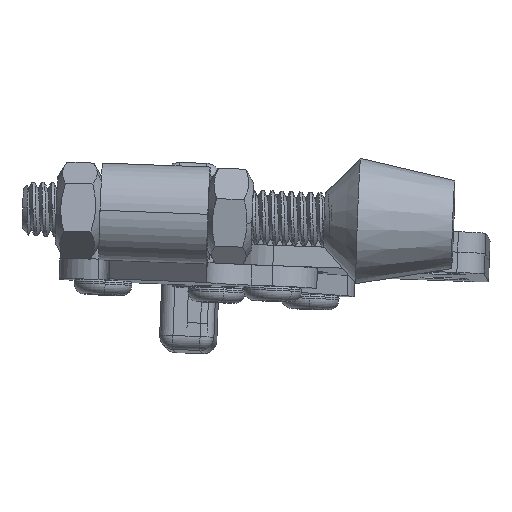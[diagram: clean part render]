
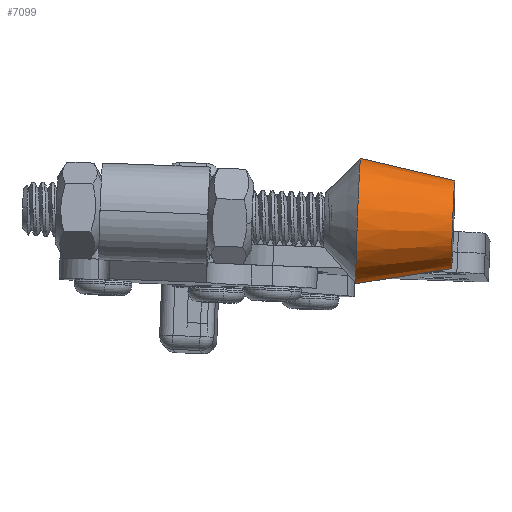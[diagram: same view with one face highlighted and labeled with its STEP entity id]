
A CAD part, left-side view. The second image highlights one B-rep face of the part: STEP entity #7099.
In plain terms, the highlighted conical face has half-angle 11.113 degrees and reference radius 9.25 mm.
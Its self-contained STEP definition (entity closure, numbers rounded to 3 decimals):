
#611 = CARTESIAN_POINT ( 'NONE',  ( 0., 9.25, 5.5 ) ) ;
#989 = CARTESIAN_POINT ( 'NONE',  ( 0., 9.25, 5.5 ) ) ;
#2461 = AXIS2_PLACEMENT_3D ( 'NONE', #24477, #8318, #27189 ) ;
#3355 = DIRECTION ( 'NONE',  ( 0., 0.193, 0.981 ) ) ;
#3359 = EDGE_CURVE ( 'NONE', #21721, #34431, #5611, .T. ) ;
#3402 = DIRECTION ( 'NONE',  ( 0., 0., 1. ) ) ;
#3406 = ORIENTED_EDGE ( 'NONE', *, *, #30559, .T. ) ;
#4751 = VECTOR ( 'NONE', #29762, 1000. ) ;
#4927 = CARTESIAN_POINT ( 'NONE',  ( 0., 0., 5.5 ) ) ;
#5611 = LINE ( 'NONE', #8159, #4751 ) ;
#7099 = ADVANCED_FACE ( 'NONE', ( #28855 ), #20821, .T. ) ;
#8159 = CARTESIAN_POINT ( 'NONE',  ( 0., -9.25, 5.5 ) ) ;
#8318 = DIRECTION ( 'NONE',  ( 0., 0., 1. ) ) ;
#14532 = VERTEX_POINT ( 'NONE', #989 ) ;
#17530 = VERTEX_POINT ( 'NONE', #23016 ) ;
#18373 = ORIENTED_EDGE ( 'NONE', *, *, #24876, .F. ) ;
#19561 = CARTESIAN_POINT ( 'NONE',  ( 0., 0., 5.5 ) ) ;
#20081 = LINE ( 'NONE', #611, #33622 ) ;
#20821 = CONICAL_SURFACE ( 'NONE', #30143, 9.25, 0.194 ) ;
#21088 = ORIENTED_EDGE ( 'NONE', *, *, #30654, .F. ) ;
#21721 = VERTEX_POINT ( 'NONE', #27889 ) ;
#22281 = DIRECTION ( 'NONE',  ( 0., -1., 0. ) ) ;
#23016 = CARTESIAN_POINT ( 'NONE',  ( 0., 6.5, -8.5 ) ) ;
#23648 = CARTESIAN_POINT ( 'NONE',  ( 0., -9.25, 5.5 ) ) ;
#23789 = DIRECTION ( 'NONE',  ( 0., -1., 0. ) ) ;
#24477 = CARTESIAN_POINT ( 'NONE',  ( 0., 0., -8.5 ) ) ;
#24876 = EDGE_CURVE ( 'NONE', #14532, #34431, #25321, .T. ) ;
#25321 = CIRCLE ( 'NONE', #30616, 9.25 ) ;
#27189 = DIRECTION ( 'NONE',  ( 0., -1., 0. ) ) ;
#27889 = CARTESIAN_POINT ( 'NONE',  ( 0., -6.5, -8.5 ) ) ;
#28104 = CIRCLE ( 'NONE', #2461, 6.5 ) ;
#28855 = FACE_OUTER_BOUND ( 'NONE', #33847, .T. ) ;
#29122 = DIRECTION ( 'NONE',  ( 0., 0., 1. ) ) ;
#29762 = DIRECTION ( 'NONE',  ( 0., -0.193, 0.981 ) ) ;
#30143 = AXIS2_PLACEMENT_3D ( 'NONE', #4927, #29122, #23789 ) ;
#30422 = ORIENTED_EDGE ( 'NONE', *, *, #3359, .T. ) ;
#30559 = EDGE_CURVE ( 'NONE', #17530, #21721, #28104, .T. ) ;
#30616 = AXIS2_PLACEMENT_3D ( 'NONE', #19561, #3402, #22281 ) ;
#30654 = EDGE_CURVE ( 'NONE', #17530, #14532, #20081, .T. ) ;
#33622 = VECTOR ( 'NONE', #3355, 1000. ) ;
#33847 = EDGE_LOOP ( 'NONE', ( #21088, #3406, #30422, #18373 ) ) ;
#34431 = VERTEX_POINT ( 'NONE', #23648 ) ;
